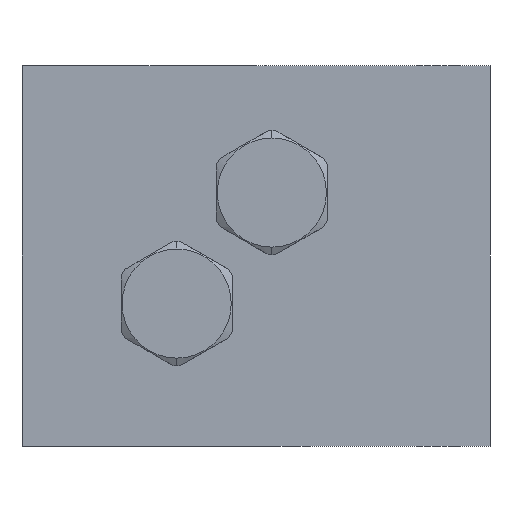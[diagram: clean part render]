
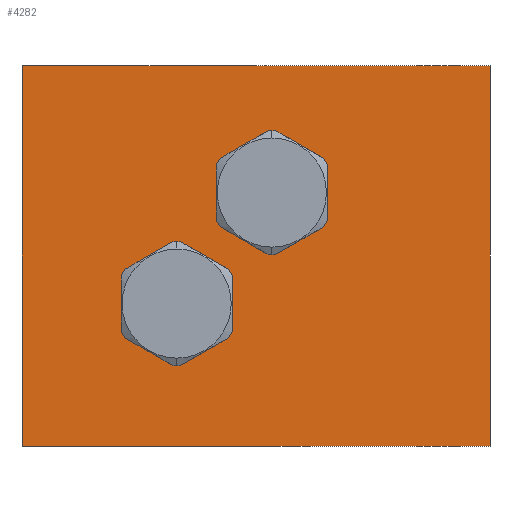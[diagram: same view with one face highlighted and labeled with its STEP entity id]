
A CAD part, left-side view. The second image highlights one B-rep face of the part: STEP entity #4282.
In plain terms, the highlighted planar face has unit normal (-1, 0, 0).
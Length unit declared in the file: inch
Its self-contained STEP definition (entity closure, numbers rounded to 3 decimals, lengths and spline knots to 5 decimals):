
#1=DIRECTION('',(0.,-1.,0.));
#2=VECTOR('',#1,3.688);
#3=CARTESIAN_POINT('',(0.,0.,0.));
#4=LINE('',#3,#2);
#47=DIRECTION('',(0.,0.,1.));
#48=VECTOR('',#47,3.);
#49=CARTESIAN_POINT('',(0.,0.,0.));
#50=LINE('',#49,#48);
#51=CARTESIAN_POINT('',(0.,-1.969,2.));
#52=DIRECTION('',(1.,0.,0.));
#53=DIRECTION('',(0.,0.,-1.));
#54=AXIS2_PLACEMENT_3D('',#51,#52,#53);
#56=CARTESIAN_POINT('',(0.,-1.969,2.));
#57=DIRECTION('',(1.,0.,0.));
#58=DIRECTION('',(0.,0.,1.));
#59=AXIS2_PLACEMENT_3D('',#56,#57,#58);
#61=CARTESIAN_POINT('',(0.,-1.219,1.125));
#62=DIRECTION('',(1.,0.,0.));
#63=DIRECTION('',(0.,0.,-1.));
#64=AXIS2_PLACEMENT_3D('',#61,#62,#63);
#66=CARTESIAN_POINT('',(0.,-1.219,1.125));
#67=DIRECTION('',(1.,0.,0.));
#68=DIRECTION('',(0.,0.,1.));
#69=AXIS2_PLACEMENT_3D('',#66,#67,#68);
#129=DIRECTION('',(0.,0.,1.));
#130=VECTOR('',#129,3.);
#131=CARTESIAN_POINT('',(0.,-3.688,0.));
#132=LINE('',#131,#130);
#153=DIRECTION('',(0.,-1.,0.));
#154=VECTOR('',#153,3.688);
#155=CARTESIAN_POINT('',(0.,0.,3.));
#156=LINE('',#155,#154);
#3690=CARTESIAN_POINT('',(0.,0.,0.));
#3691=CARTESIAN_POINT('',(0.,-3.688,0.));
#3692=VERTEX_POINT('',#3690);
#3693=VERTEX_POINT('',#3691);
#3698=CARTESIAN_POINT('',(0.,0.,3.));
#3699=CARTESIAN_POINT('',(0.,-3.688,3.));
#3700=VERTEX_POINT('',#3698);
#3701=VERTEX_POINT('',#3699);
#3987=CARTESIAN_POINT('',(0.,-1.969,2.4305));
#3988=VERTEX_POINT('',#3987);
#3993=CARTESIAN_POINT('',(0.,-1.969,1.5695));
#3994=VERTEX_POINT('',#3993);
#4043=CARTESIAN_POINT('',(0.,-1.219,1.5555));
#4044=VERTEX_POINT('',#4043);
#4049=CARTESIAN_POINT('',(0.,-1.219,0.6945));
#4050=VERTEX_POINT('',#4049);
#4256=CARTESIAN_POINT('',(0.,0.,0.));
#4257=DIRECTION('',(-1.,0.,0.));
#4258=DIRECTION('',(0.,-1.,0.));
#4259=AXIS2_PLACEMENT_3D('',#4256,#4257,#4258);
#4260=PLANE('',#4259);
#4261=ORIENTED_EDGE('',*,*,#4227,.F.);
#4263=ORIENTED_EDGE('',*,*,#4262,.T.);
#4265=ORIENTED_EDGE('',*,*,#4264,.T.);
#4267=ORIENTED_EDGE('',*,*,#4266,.F.);
#4268=EDGE_LOOP('',(#4261,#4263,#4265,#4267));
#4269=FACE_OUTER_BOUND('',#4268,.F.);
#4271=ORIENTED_EDGE('',*,*,#4270,.F.);
#4273=ORIENTED_EDGE('',*,*,#4272,.F.);
#4274=EDGE_LOOP('',(#4271,#4273));
#4275=FACE_BOUND('',#4274,.F.);
#4277=ORIENTED_EDGE('',*,*,#4276,.F.);
#4279=ORIENTED_EDGE('',*,*,#4278,.F.);
#4280=EDGE_LOOP('',(#4277,#4279));
#4281=FACE_BOUND('',#4280,.F.);
#4282=ADVANCED_FACE('',(#4269,#4275,#4281),#4260,.T.);
#55=CIRCLE('',#54,0.4305);
#60=CIRCLE('',#59,0.4305);
#65=CIRCLE('',#64,0.4305);
#70=CIRCLE('',#69,0.4305);
#4227=EDGE_CURVE('',#3692,#3693,#4,.T.);
#4262=EDGE_CURVE('',#3692,#3700,#50,.T.);
#4264=EDGE_CURVE('',#3700,#3701,#156,.T.);
#4266=EDGE_CURVE('',#3693,#3701,#132,.T.);
#4270=EDGE_CURVE('',#3994,#3988,#55,.T.);
#4272=EDGE_CURVE('',#3988,#3994,#60,.T.);
#4276=EDGE_CURVE('',#4050,#4044,#65,.T.);
#4278=EDGE_CURVE('',#4044,#4050,#70,.T.);
